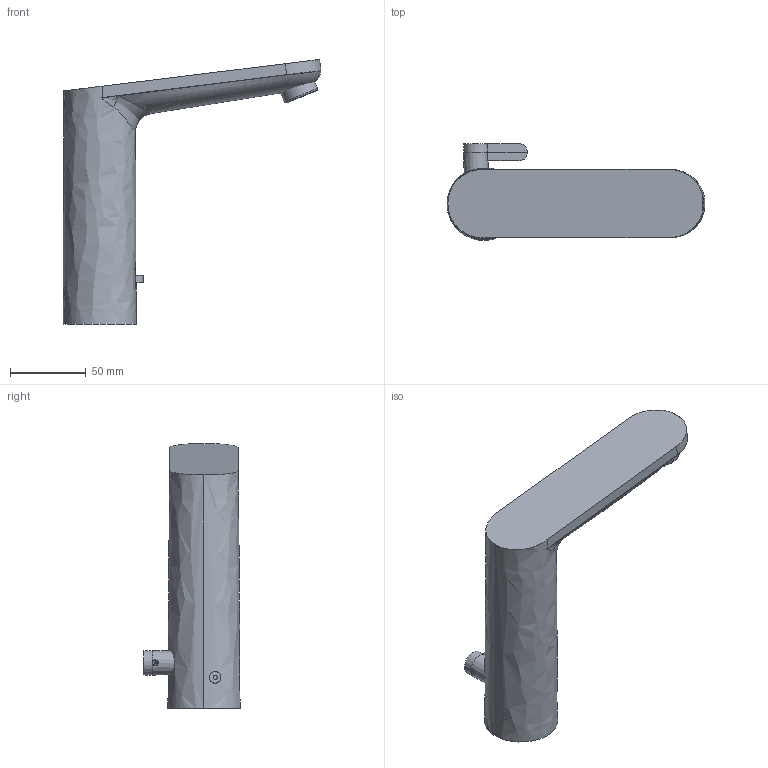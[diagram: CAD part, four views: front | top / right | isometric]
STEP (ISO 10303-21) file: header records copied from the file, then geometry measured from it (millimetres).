
FILE_DESCRIPTION(/* description */ ('Unknown'),/* implementation_level */ '2;1');
FILE_NAME(/* name */ '36421000',/* time_stamp */ '2022-09-01T10:44:12+02:00',/* author */ ('Unknown'),/* organization */ ('GROHE AG'),/* preprocessor_version */ 'ST-DEVELOPER v16.7',/* originating_system */ 'DEX',/* authorisation */ $);
FILE_SCHEMA (('AUTOMOTIVE_DESIGN {1 0 10303 214 3 1 1}'));
Length unit declared in the file: millimetre
Products named in the file (3): 36421000; id11; Oval 14
Assembly tree (2 placements, depth 2):
  36421000
    id11
    Oval 14
Bounding box: 169.9 x 63.82 x 174.45 mm (x, y, z)
Surface area: 43681.9 mm2 (no closed solid volume)
Topology: 0 solids, 6 shells, 42 faces, 109 edges, 71 vertices
Faces by surface type: bspline 23, plane 10, cylinder 4, cone 3, torus 2
Full cylindrical faces by diameter (mm): 8 x1, 23.6 x1
Entity records: 2776 total; most frequent: CARTESIAN_POINT 1874, ORIENTED_EDGE 184, DIRECTION 104, EDGE_CURVE 100, VERTEX_POINT 70, B_SPLINE_CURVE_WITH_KNOTS 65, EDGE_LOOP 50, FACE_BOUND 50
